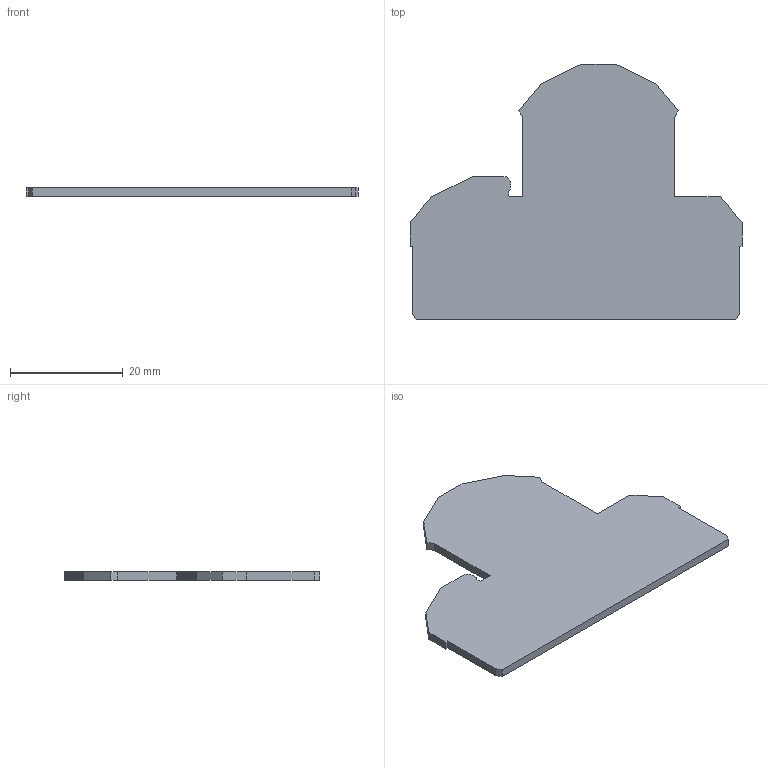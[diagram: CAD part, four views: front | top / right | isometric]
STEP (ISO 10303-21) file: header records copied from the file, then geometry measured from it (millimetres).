
FILE_DESCRIPTION(/* description */ (''),/* implementation_level */ '2;1');
FILE_NAME(/* name */ 'AP4.stp',/* time_stamp */ '2013-04-18T15:50:48+02:00',/* author */ (''),/* organization */ (''),/* preprocessor_version */ 'ST-DEVELOPER v14',/* originating_system */ 'SIEMENS PLM Software NX 8.0',/* authorisation */ '');
FILE_SCHEMA (('CONFIG_CONTROL_DESIGN'));
Length unit declared in the file: millimetre
Products named in the file (1): AP4
Bounding box: 58.9 x 45.4 x 1.5 mm (x, y, z)
Volume: 2799.7 mm3; surface area: 4030.3 mm2
Topology: 1 solids, 1 shells, 28 faces, 106 edges, 108 vertices
Faces by surface type: plane 27, cylinder 1
Entity records: 1112 total; most frequent: CARTESIAN_POINT 187, DIRECTION 167, ORIENTED_EDGE 156, LINE 103, VECTOR 103, EDGE_CURVE 78, VERTEX_POINT 52, AXIS2_PLACEMENT_3D 32
